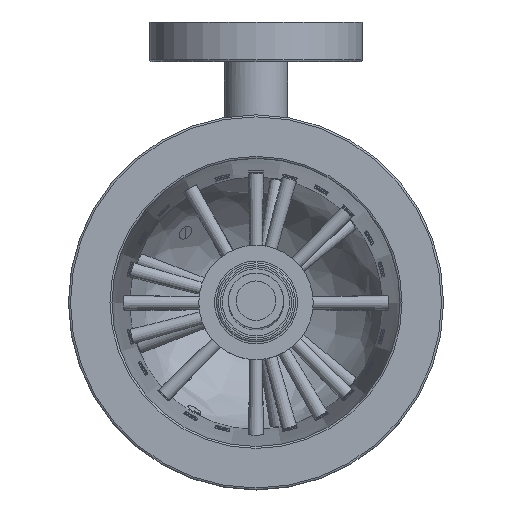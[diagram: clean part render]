
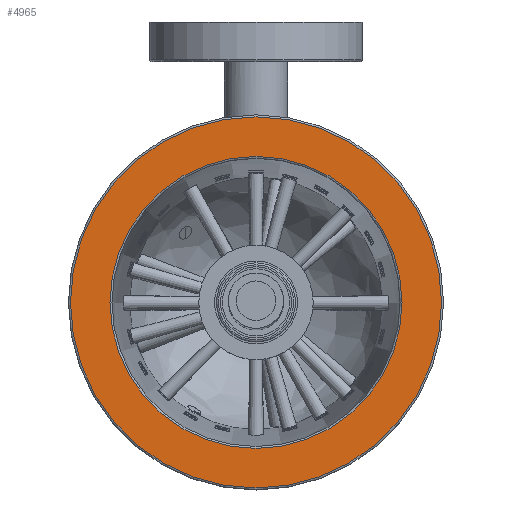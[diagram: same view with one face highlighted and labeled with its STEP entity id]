
A CAD part, top view. The second image highlights one B-rep face of the part: STEP entity #4965.
In plain terms, the highlighted face is planar.
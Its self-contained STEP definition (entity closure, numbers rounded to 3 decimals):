
#783=FACE_BOUND('',#2078,.T.);
#1172=PLANE('',#6452);
#1750=FACE_OUTER_BOUND('',#2077,.T.);
#2077=EDGE_LOOP('',(#4080));
#2078=EDGE_LOOP('',(#4081));
#2380=CIRCLE('',#6425,36.978);
#2386=CIRCLE('',#6432,47.);
#2671=VERTEX_POINT('',#9871);
#2675=VERTEX_POINT('',#9881);
#3199=EDGE_CURVE('',#2671,#2671,#2380,.T.);
#3205=EDGE_CURVE('',#2675,#2675,#2386,.T.);
#4080=ORIENTED_EDGE('',*,*,#3205,.T.);
#4081=ORIENTED_EDGE('',*,*,#3199,.T.);
#4965=ADVANCED_FACE('',(#1750,#783),#1172,.F.);
#6425=AXIS2_PLACEMENT_3D('',#9872,#7429,#7430);
#6432=AXIS2_PLACEMENT_3D('',#9883,#7443,#7444);
#6452=AXIS2_PLACEMENT_3D('',#9944,#7486,#7487);
#7429=DIRECTION('center_axis',(0.,-1.,0.));
#7430=DIRECTION('ref_axis',(1.,0.,0.));
#7443=DIRECTION('center_axis',(0.,1.,0.));
#7444=DIRECTION('ref_axis',(1.,0.,0.));
#7486=DIRECTION('center_axis',(0.,-1.,0.));
#7487=DIRECTION('ref_axis',(1.,0.,0.));
#9871=CARTESIAN_POINT('',(-36.978,-5.,0.));
#9872=CARTESIAN_POINT('Origin',(0.,-5.,
0.));
#9881=CARTESIAN_POINT('',(-47.,-5.,0.));
#9883=CARTESIAN_POINT('Origin',(0.,-5.,
0.));
#9944=CARTESIAN_POINT('Origin',(-36.5,-5.,0.));
